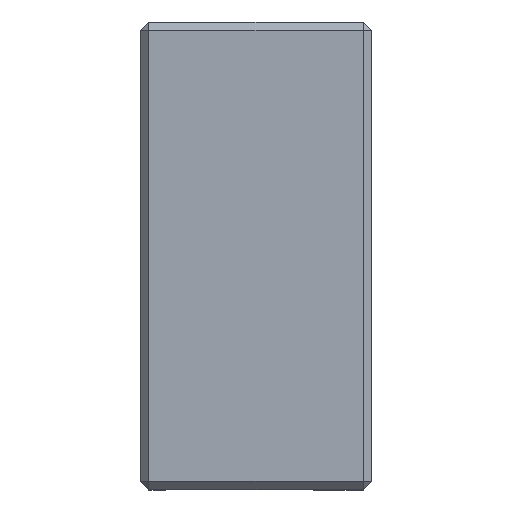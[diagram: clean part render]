
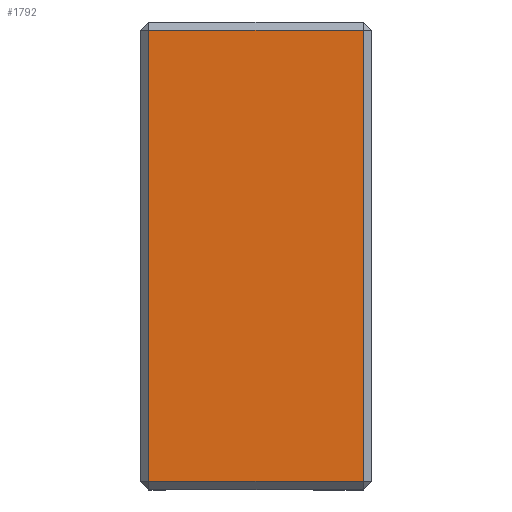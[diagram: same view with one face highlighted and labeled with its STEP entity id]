
A CAD part, top view. The second image highlights one B-rep face of the part: STEP entity #1792.
In plain terms, the highlighted planar face has unit normal (0, 0, 1).
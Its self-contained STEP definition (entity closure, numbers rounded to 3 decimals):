
#11 = LINE ( 'NONE', #136, #714 ) ;
#29 = CARTESIAN_POINT ( 'NONE',  ( -11.05, -28.5, 0. ) ) ;
#35 = CARTESIAN_POINT ( 'NONE',  ( -11.05, 27.5, 0. ) ) ;
#77 = LINE ( 'NONE', #670, #1616 ) ;
#136 = CARTESIAN_POINT ( 'NONE',  ( -12.05, 27.5, 0. ) ) ;
#162 = EDGE_LOOP ( 'NONE', ( #1317, #1769, #1274, #944 ) ) ;
#273 = EDGE_CURVE ( 'NONE', #1515, #621, #509, .T. ) ;
#277 = CARTESIAN_POINT ( 'NONE',  ( -11.05, -27.5, 0. ) ) ;
#387 = DIRECTION ( 'NONE',  ( 0., 1., 0. ) ) ;
#398 = DIRECTION ( 'NONE',  ( 0., 0., -1. ) ) ;
#441 = DIRECTION ( 'NONE',  ( -1., 0., 0. ) ) ;
#466 = EDGE_CURVE ( 'NONE', #708, #1515, #11, .T. ) ;
#509 = LINE ( 'NONE', #29, #1846 ) ;
#618 = DIRECTION ( 'NONE',  ( 0., -1., 0. ) ) ;
#621 = VERTEX_POINT ( 'NONE', #277 ) ;
#670 = CARTESIAN_POINT ( 'NONE',  ( 16.05, -27.5, 0. ) ) ;
#706 = FACE_OUTER_BOUND ( 'NONE', #162, .T. ) ;
#708 = VERTEX_POINT ( 'NONE', #1814 ) ;
#714 = VECTOR ( 'NONE', #441, 1000. ) ;
#793 = EDGE_CURVE ( 'NONE', #621, #1473, #77, .T. ) ;
#802 = VECTOR ( 'NONE', #387, 1000. ) ;
#803 = EDGE_CURVE ( 'NONE', #1473, #708, #1276, .T. ) ;
#831 = CARTESIAN_POINT ( 'NONE',  ( 0., 0., 0. ) ) ;
#850 = DIRECTION ( 'NONE',  ( -1., 0., 0. ) ) ;
#944 = ORIENTED_EDGE ( 'NONE', *, *, #803, .T. ) ;
#1258 = CARTESIAN_POINT ( 'NONE',  ( 15.05, 0., 0. ) ) ;
#1274 = ORIENTED_EDGE ( 'NONE', *, *, #793, .T. ) ;
#1276 = LINE ( 'NONE', #1258, #802 ) ;
#1315 = CARTESIAN_POINT ( 'NONE',  ( 15.05, -27.5, 0. ) ) ;
#1317 = ORIENTED_EDGE ( 'NONE', *, *, #466, .T. ) ;
#1473 = VERTEX_POINT ( 'NONE', #1315 ) ;
#1515 = VERTEX_POINT ( 'NONE', #35 ) ;
#1616 = VECTOR ( 'NONE', #1847, 1000. ) ;
#1624 = AXIS2_PLACEMENT_3D ( 'NONE', #831, #398, #850 ) ;
#1769 = ORIENTED_EDGE ( 'NONE', *, *, #273, .T. ) ;
#1792 = ADVANCED_FACE ( 'NONE', ( #706 ), #1875, .F. ) ;
#1814 = CARTESIAN_POINT ( 'NONE',  ( 15.05, 27.5, 0. ) ) ;
#1846 = VECTOR ( 'NONE', #618, 1000. ) ;
#1847 = DIRECTION ( 'NONE',  ( 1., 0., 0. ) ) ;
#1875 = PLANE ( 'NONE',  #1624 ) ;
